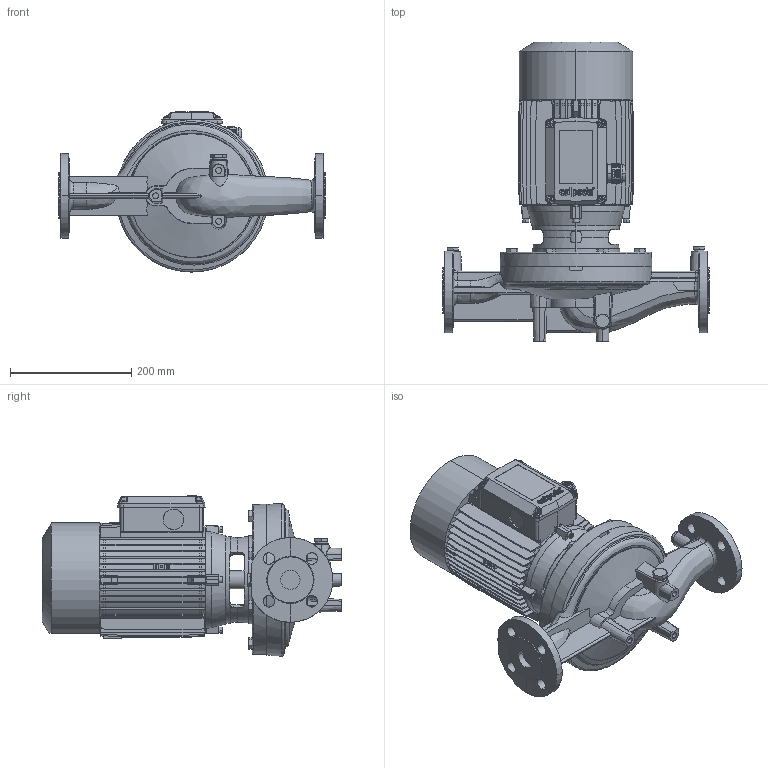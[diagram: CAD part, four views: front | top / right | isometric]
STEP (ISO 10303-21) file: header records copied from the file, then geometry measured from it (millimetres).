
FILE_DESCRIPTION (( 'STEP AP214' ), '1' );
FILE_NAME ('4_93_504_39_REV00.step', '2022-05-16T12:16:43', ( '' ), ( '' ), 'SwSTEP 2.0', 'SolidWorks 2020', '' );
FILE_SCHEMA (( 'AUTOMOTIVE_DESIGN' ));
Length unit declared in the file: millimetre
Products named in the file (3): 4_93_504_39_REV00; Copia di 141264^4_93_504_39_REV00; 10008977swp00
Assembly tree (2 placements, depth 2):
  4_93_504_39_REV00
    Copia di 141264^4_93_504_39_REV00
    10008977swp00
Bounding box: 440 x 495 x 264.56 mm (x, y, z)
Volume: 11912324.3 mm3; surface area: 1268067.7 mm2
Topology: 24 solids, 24 shells, 3052 faces, 8472 edges, 5581 vertices
Faces by surface type: plane 1242, bspline 1173, cylinder 348, cone 261, torus 20, sphere 8
Entity records: 167874 total; most frequent: CARTESIAN_POINT 96976, ORIENTED_EDGE 16940, DIRECTION 10689, EDGE_CURVE 8470, VERTEX_POINT 5581, LINE 5217, VECTOR 5217, EDGE_LOOP 3225
